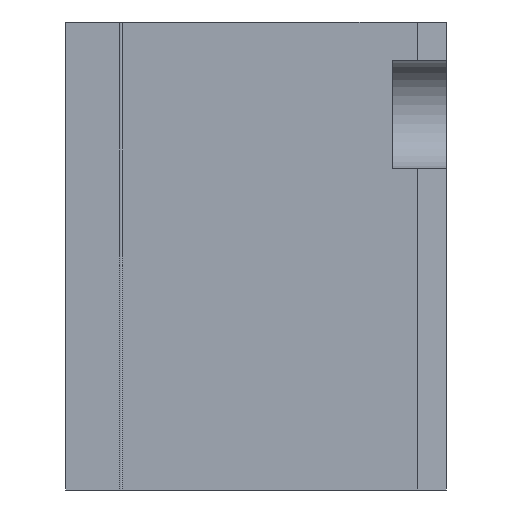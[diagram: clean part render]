
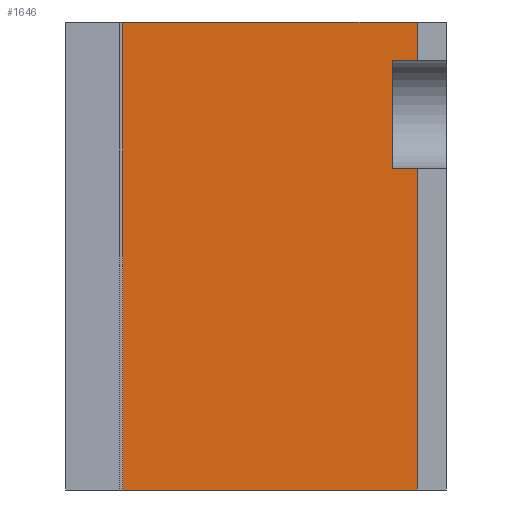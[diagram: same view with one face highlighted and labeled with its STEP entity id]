
A CAD part, left-side view. The second image highlights one B-rep face of the part: STEP entity #1646.
In plain terms, the highlighted planar face has unit normal (-1, 0, 0).
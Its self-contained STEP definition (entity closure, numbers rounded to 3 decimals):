
#197=FACE_OUTER_BOUND('',#303,.T.);
#303=EDGE_LOOP('',(#1296,#1297,#1298,#1299,#1300,#1301,#1302,#1303));
#403=LINE('',#2543,#561);
#438=LINE('',#2680,#596);
#444=LINE('',#2691,#602);
#465=LINE('',#2779,#623);
#466=LINE('',#2781,#624);
#467=LINE('',#2783,#625);
#468=LINE('',#2785,#626);
#469=LINE('',#2786,#627);
#561=VECTOR('',#2040,10.);
#596=VECTOR('',#2117,10.);
#602=VECTOR('',#2127,10.);
#623=VECTOR('',#2176,10.);
#624=VECTOR('',#2179,10.);
#625=VECTOR('',#2180,10.);
#626=VECTOR('',#2181,10.);
#627=VECTOR('',#2182,10.);
#719=VERTEX_POINT('',#2540);
#720=VERTEX_POINT('',#2542);
#758=VERTEX_POINT('',#2677);
#759=VERTEX_POINT('',#2679);
#762=VERTEX_POINT('',#2689);
#779=VERTEX_POINT('',#2777);
#780=VERTEX_POINT('',#2782);
#781=VERTEX_POINT('',#2784);
#890=EDGE_CURVE('',#720,#719,#403,.T.);
#939=EDGE_CURVE('',#759,#758,#438,.T.);
#945=EDGE_CURVE('',#719,#762,#444,.T.);
#972=EDGE_CURVE('',#779,#759,#465,.T.);
#973=EDGE_CURVE('',#720,#758,#466,.T.);
#974=EDGE_CURVE('',#762,#780,#467,.T.);
#975=EDGE_CURVE('',#780,#781,#468,.T.);
#976=EDGE_CURVE('',#781,#779,#469,.T.);
#1296=ORIENTED_EDGE('',*,*,#973,.F.);
#1297=ORIENTED_EDGE('',*,*,#890,.T.);
#1298=ORIENTED_EDGE('',*,*,#945,.T.);
#1299=ORIENTED_EDGE('',*,*,#974,.T.);
#1300=ORIENTED_EDGE('',*,*,#975,.T.);
#1301=ORIENTED_EDGE('',*,*,#976,.T.);
#1302=ORIENTED_EDGE('',*,*,#972,.T.);
#1303=ORIENTED_EDGE('',*,*,#939,.T.);
#1577=PLANE('',#1836);
#1646=ADVANCED_FACE('',(#197),#1577,.T.);
#1836=AXIS2_PLACEMENT_3D('',#2780,#2177,#2178);
#2040=DIRECTION('',(0.,-1.,0.));
#2117=DIRECTION('',(0.,1.,0.));
#2127=DIRECTION('',(0.,0.,1.));
#2176=DIRECTION('',(0.,0.,1.));
#2177=DIRECTION('center_axis',(-1.,0.,0.));
#2178=DIRECTION('ref_axis',(0.,0.,1.));
#2179=DIRECTION('',(0.,0.,1.));
#2180=DIRECTION('',(0.,1.,0.));
#2181=DIRECTION('',(0.,0.,1.));
#2182=DIRECTION('',(0.,-1.,0.));
#2540=CARTESIAN_POINT('',(-26.,-14.8,-21.5));
#2542=CARTESIAN_POINT('',(-26.,12.25,-21.5));
#2543=CARTESIAN_POINT('',(-26.,-17.5,-21.5));
#2677=CARTESIAN_POINT('',(-26.,12.25,21.5));
#2679=CARTESIAN_POINT('',(-26.,-14.8,21.5));
#2680=CARTESIAN_POINT('',(-26.,-17.5,21.5));
#2689=CARTESIAN_POINT('',(-26.,-14.8,8.));
#2691=CARTESIAN_POINT('',(-26.,-14.8,10.75));
#2777=CARTESIAN_POINT('',(-26.,-14.8,18.));
#2779=CARTESIAN_POINT('',(-26.,-14.8,10.75));
#2780=CARTESIAN_POINT('Origin',(-26.,-17.5,0.));
#2781=CARTESIAN_POINT('',(-26.,12.25,10.75));
#2782=CARTESIAN_POINT('',(-26.,-12.5,8.));
#2783=CARTESIAN_POINT('',(-26.,-17.5,8.));
#2784=CARTESIAN_POINT('',(-26.,-12.5,18.));
#2785=CARTESIAN_POINT('',(-26.,-12.5,6.5));
#2786=CARTESIAN_POINT('',(-26.,-17.5,18.));
